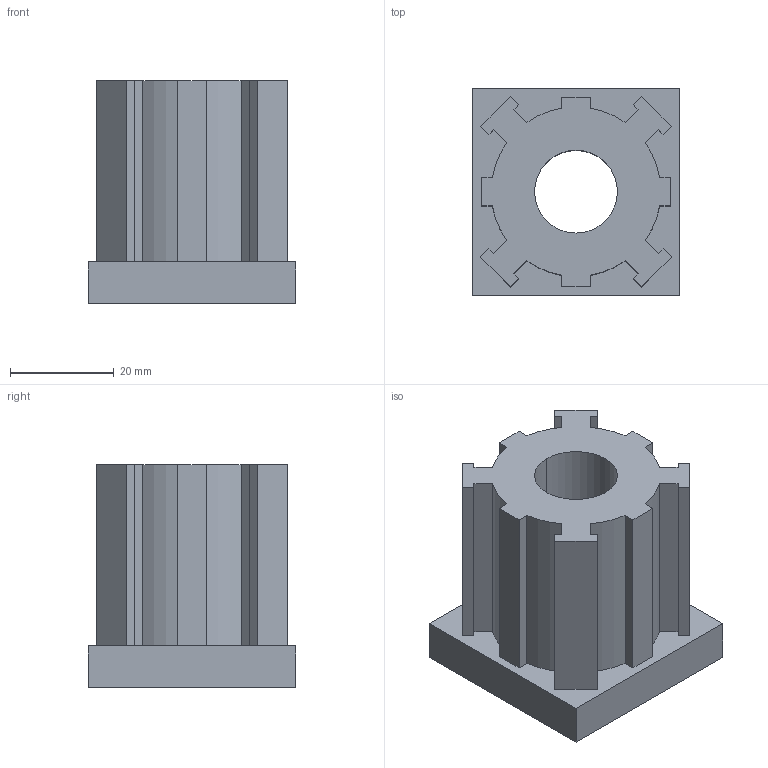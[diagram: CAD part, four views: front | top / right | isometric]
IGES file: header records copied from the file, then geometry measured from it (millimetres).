
Start section:  PTC IGES file: r022466533.igs
Global section: file name: r022466533.igs; native system: Pro/ENGINEER by Parametric Technology Corporation; preprocessor: 2005310; author: Andrea.Castagnoli; organization: Unknown; date: 070312.122001; units: millimetre
Bounding box: 40 x 40 x 43 mm (x, y, z)
Volume: 40251.4 mm3; surface area: 12808 mm2
Topology: 1 solids, 1 shells, 57 faces, 162 edges, 108 vertices
Faces by surface type: bspline 47, revolution 10
